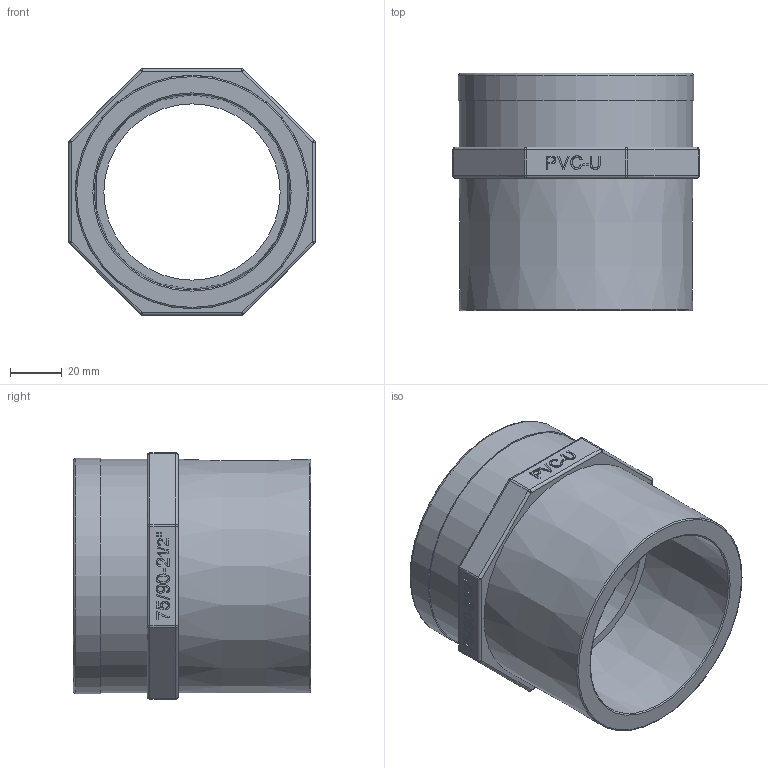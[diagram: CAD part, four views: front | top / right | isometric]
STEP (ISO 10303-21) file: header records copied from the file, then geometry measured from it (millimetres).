
FILE_DESCRIPTION(/* description */ (''),/* implementation_level */ '2;1');
FILE_NAME(/* name */ 'Z1E075075+铁圈.stp',/* time_stamp */ '2025-07-03T16:22:17+08:00',/* author */ (''),/* organization */ (''),/* preprocessor_version */ 'ST-DEVELOPER v16.7',/* originating_system */ 'SIEMENS PLM Software NX 12.0',/* authorisation */ '');
FILE_SCHEMA (('AUTOMOTIVE_DESIGN { 1 0 10303 214 3 1 1 1 }'));
Length unit declared in the file: millimetre
Products named in the file (1): Admi0DA0E6ABsrs8
Bounding box: 95.5 x 91.5 x 95.5 mm (x, y, z)
Volume: 206739.5 mm3; surface area: 69520.7 mm2
Topology: 2 solids, 2 shells, 459 faces, 1212 edges, 780 vertices
Faces by surface type: extrusion 203, plane 179, cylinder 51, sphere 16, torus 6, cone 2, bspline 2
Full cylindrical faces by diameter (mm): 3.108 x1, 4.144 x1, 68 x1, 75.184 x13, 75.7 x1, 77 x1, 90 x2, 91 x1
Entity records: 17116 total; most frequent: CARTESIAN_POINT 7653, ORIENTED_EDGE 2274, DIRECTION 1170, EDGE_CURVE 1137, B_SPLINE_CURVE_WITH_KNOTS 944, VERTEX_POINT 751, VECTOR 512, EDGE_LOOP 506
